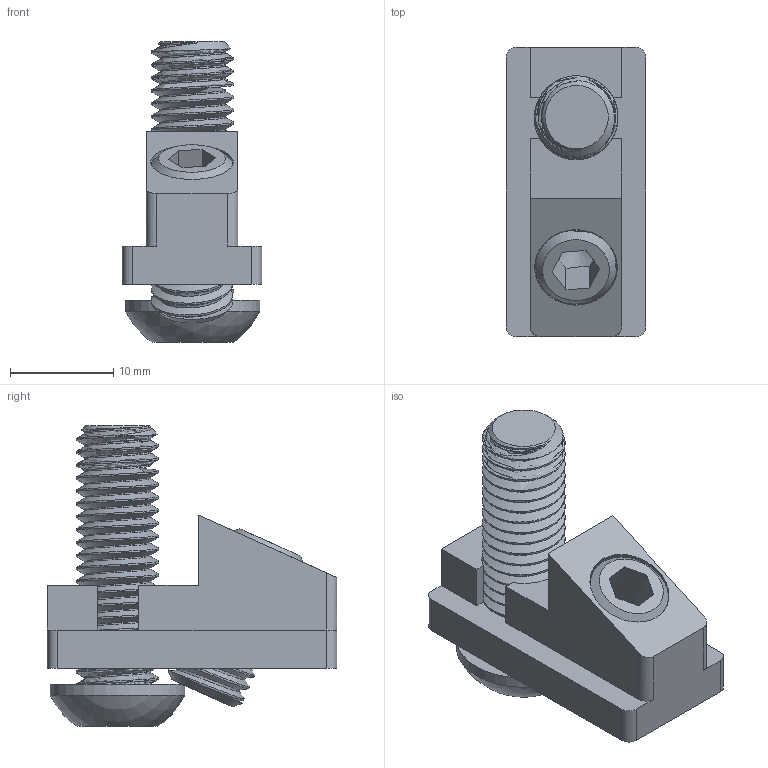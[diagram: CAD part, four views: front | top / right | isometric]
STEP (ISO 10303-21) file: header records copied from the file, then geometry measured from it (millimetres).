
FILE_DESCRIPTION(/* description */ (''),/* implementation_level */ '2;1');
FILE_NAME(/* name */ '41-002-2.step',/* time_stamp */ '2021-10-08T12:03:03-04:00',/* author */ (''),/* organization */ (''),/* preprocessor_version */ 'ST-DEVELOPER v18.1',/* originating_system */ 'Autodesk Translation Framework v10.10.0.1391',/* authorisation */ '');
FILE_SCHEMA (('AUTOMOTIVE_DESIGN { 1 0 10303 214 3 1 1 }'));
Length unit declared in the file: millimetre
Products named in the file (3): 41-002-2 full; M8x25BHCS-2; 92832A596
Assembly tree (2 placements, depth 3):
  41-002-2 full
    M8x25BHCS-2
      92832A596
Bounding box: 13.5 x 28 x 29.1 mm (x, y, z)
Volume: 3779.6 mm3; surface area: 3894.3 mm2
Topology: 2 solids, 3 shells, 153 faces, 485 edges, 325 vertices
Faces by surface type: cylinder 96, plane 36, bspline 15, cone 5, sphere 1
Full cylindrical faces by diameter (mm): 6.376 x20, 6.446 x2, 7.866 x1, 8 x18, 8.1 x1, 13 x1
Entity records: 11751 total; most frequent: CARTESIAN_POINT 7827, ORIENTED_EDGE 968, DIRECTION 612, EDGE_CURVE 484, VERTEX_POINT 325, AXIS2_PLACEMENT_3D 222, B_SPLINE_CURVE_WITH_KNOTS 190, LINE 168
